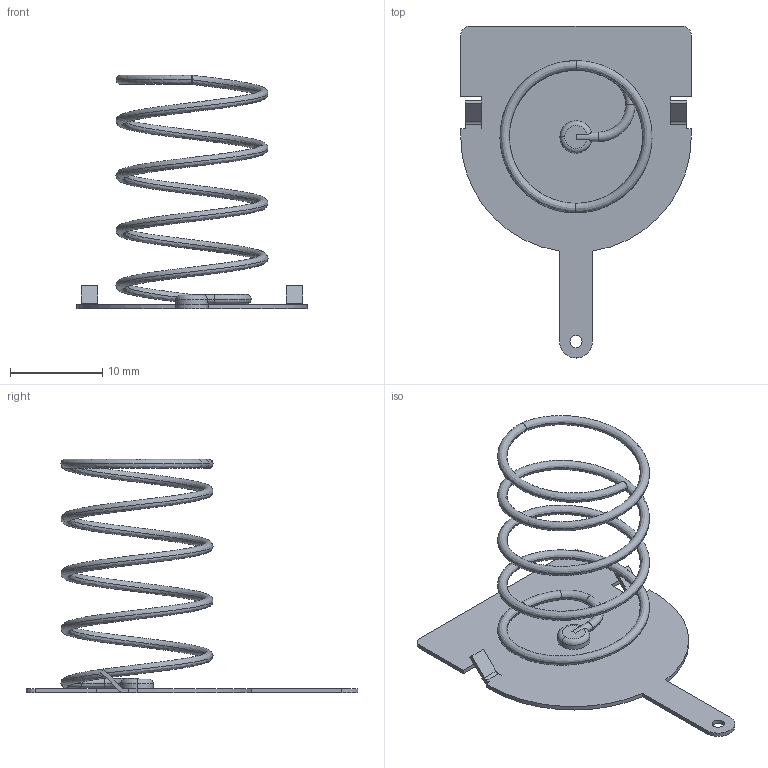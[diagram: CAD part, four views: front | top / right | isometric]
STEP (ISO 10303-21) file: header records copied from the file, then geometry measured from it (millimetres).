
FILE_DESCRIPTION (( 'STEP AP214' ), '1' );
FILE_NAME ('BK-876.STEP', '2022-09-28T20:19:46', ( '' ), ( '' ), 'SwSTEP 2.0', 'SolidWorks 2017', '' );
FILE_SCHEMA (( 'AUTOMOTIVE_DESIGN' ));
Length unit declared in the file: millimetre
Products named in the file (1): BK-876
Bounding box: 25.04 x 36.07 x 25.4 mm (x, y, z)
Volume: 462.8 mm3; surface area: 1987.1 mm2
Topology: 1 solids, 1 shells, 56 faces, 147 edges, 94 vertices
Faces by surface type: plane 29, cylinder 15, torus 8, bspline 4
Entity records: 4228 total; most frequent: CARTESIAN_POINT 2815, ORIENTED_EDGE 294, DIRECTION 285, EDGE_CURVE 147, AXIS2_PLACEMENT_3D 98, VERTEX_POINT 94, LINE 89, VECTOR 89
